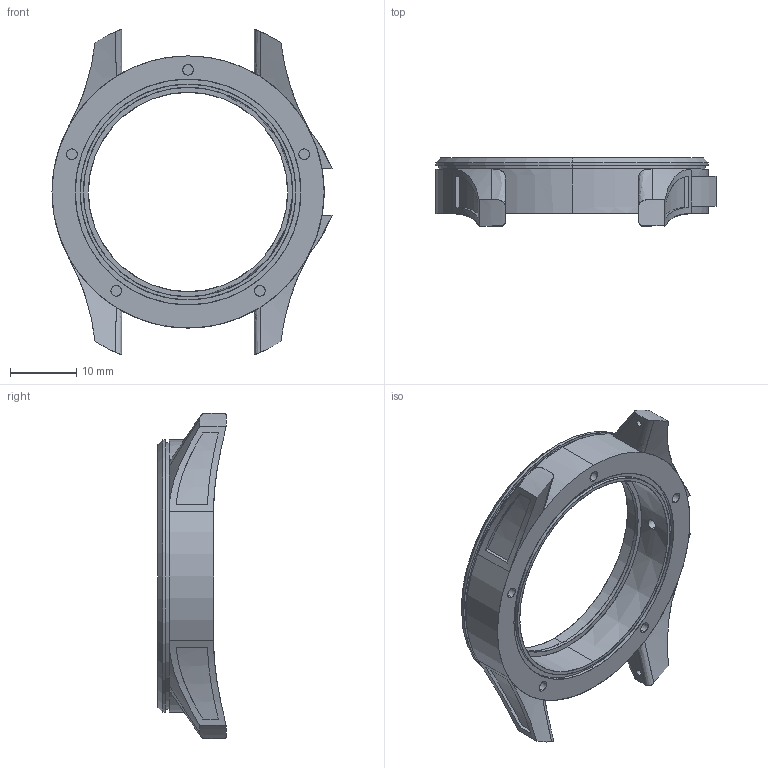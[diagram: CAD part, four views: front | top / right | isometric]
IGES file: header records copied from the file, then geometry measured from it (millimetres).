
Start section: SolidWorks IGES file using analytic representation for surfaces
Global section: file name: BOITIER ETA2824 - 01.2016_2.IGS; native system: SolidWorks 2015; preprocessor: SolidWorks 2015; author: Mathieu; date: 160119.192204; units: millimetre
Bounding box: 42.19 x 10.3 x 49.08 mm (x, y, z)
Surface area: 4000 mm2 (no closed solid volume)
Topology: 0 solids, 0 shells, 114 faces, 2066 edges, 2066 vertices
Faces by surface type: revolution 63, bspline 51
